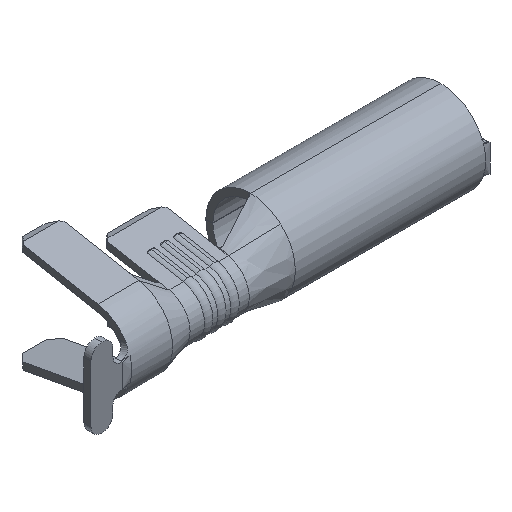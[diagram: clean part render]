
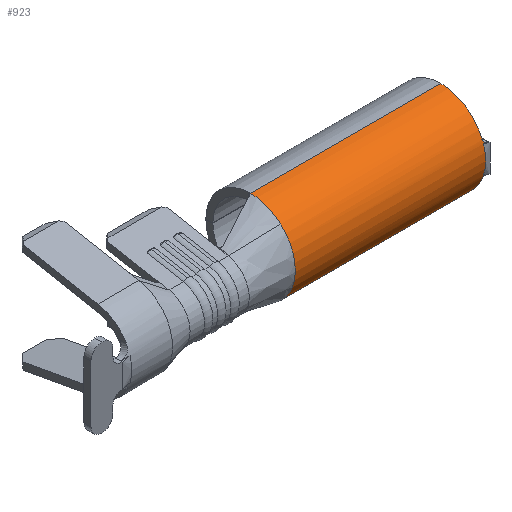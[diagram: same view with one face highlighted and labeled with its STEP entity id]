
A CAD part, isometric view. The second image highlights one B-rep face of the part: STEP entity #923.
In plain terms, the highlighted cylindrical face has radius 2.591 mm (diameter 5.182 mm), a partial arc.
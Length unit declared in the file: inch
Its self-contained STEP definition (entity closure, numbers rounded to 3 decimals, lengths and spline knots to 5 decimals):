
#66 = CARTESIAN_POINT ( 'NONE',  ( 0.00151, -0.09709, 0.03128 ) ) ;
#112 = DIRECTION ( 'NONE',  ( -1., 0., 0. ) ) ;
#165 = EDGE_CURVE ( 'NONE', #2671, #2911, #4727, .T. ) ;
#214 = CARTESIAN_POINT ( 'NONE',  ( -0.434, 0., 0.102 ) ) ;
#292 = DIRECTION ( 'NONE',  ( -1., 0., 0. ) ) ;
#310 = ORIENTED_EDGE ( 'NONE', *, *, #3224, .F. ) ;
#319 = CIRCLE ( 'NONE', #4235, 0.102 ) ;
#543 = ORIENTED_EDGE ( 'NONE', *, *, #4159, .F. ) ;
#556 = ORIENTED_EDGE ( 'NONE', *, *, #709, .F. ) ;
#565 = CARTESIAN_POINT ( 'NONE',  ( 0.00197, -0.09709, -0.03125 ) ) ;
#645 = CARTESIAN_POINT ( 'NONE',  ( 0.00357, -0.09693, -0.03179 ) ) ;
#709 = EDGE_CURVE ( 'NONE', #2911, #1280, #4985, .T. ) ;
#726 = VECTOR ( 'NONE', #3810, 39.37008 ) ;
#841 = CARTESIAN_POINT ( 'NONE',  ( 0.00754, -0.09711, 0.03122 ) ) ;
#870 = CARTESIAN_POINT ( 'NONE',  ( 0., -0.09464, 0.03805 ) ) ;
#920 = CARTESIAN_POINT ( 'NONE',  ( -0.434, 0., -0.102 ) ) ;
#923 = ADVANCED_FACE ( 'NONE', ( #4347 ), #4215, .T. ) ;
#974 = ORIENTED_EDGE ( 'NONE', *, *, #3875, .T. ) ;
#979 = CARTESIAN_POINT ( 'NONE',  ( 0.00079, -0.09604, 0.03437 ) ) ;
#989 = CARTESIAN_POINT ( 'NONE',  ( 0.00449, -0.09714, -0.0311 ) ) ;
#1040 = ORIENTED_EDGE ( 'NONE', *, *, #4975, .F. ) ;
#1061 = CARTESIAN_POINT ( 'NONE',  ( 0.00754, -0.09711, -0.03122 ) ) ;
#1083 = EDGE_CURVE ( 'NONE', #4589, #5108, #2605, .T. ) ;
#1227 = AXIS2_PLACEMENT_3D ( 'NONE', #3620, #2015, #4885 ) ;
#1239 = DIRECTION ( 'NONE',  ( -1., 0., 0. ) ) ;
#1263 = DIRECTION ( 'NONE',  ( 1., 0., 0. ) ) ;
#1280 = VERTEX_POINT ( 'NONE', #214 ) ;
#1326 = AXIS2_PLACEMENT_3D ( 'NONE', #2599, #112, #3006 ) ;
#1332 = B_SPLINE_CURVE_WITH_KNOTS ( 'NONE', 3,
 ( #1826, #4297, #565, #3475, #989, #3900, #1403 ),
 .UNSPECIFIED., .F., .F.,
 ( 4, 3, 4 ),
 ( 0., 0.00008, 0.00019 ),
 .UNSPECIFIED. ) ;
#1393 = CARTESIAN_POINT ( 'NONE',  ( 0., -0.09464, 0.03805 ) ) ;
#1403 = CARTESIAN_POINT ( 'NONE',  ( 0.00754, -0.09711, -0.03122 ) ) ;
#1426 = DIRECTION ( 'NONE',  ( 1., 0., 0. ) ) ;
#1490 = CARTESIAN_POINT ( 'NONE',  ( 0., -0.09464, -0.03805 ) ) ;
#1520 = B_SPLINE_CURVE_WITH_KNOTS ( 'NONE', 3,
 ( #3959, #4772, #3142, #645, #3553, #1061 ),
 .UNSPECIFIED., .F., .F.,
 ( 4, 2, 4 ),
 ( 0., 0.00015, 0.0003 ),
 .UNSPECIFIED. ) ;
#1581 = CIRCLE ( 'NONE', #4827, 0.102 ) ;
#1661 = EDGE_CURVE ( 'NONE', #3117, #5108, #3914, .T. ) ;
#1723 = CARTESIAN_POINT ( 'NONE',  ( -0.434, -0.06456, -0.07897 ) ) ;
#1819 = CARTESIAN_POINT ( 'NONE',  ( 0.00557, -0.09715, 0.03107 ) ) ;
#1826 = CARTESIAN_POINT ( 'NONE',  ( 0., -0.09701, -0.0315 ) ) ;
#1838 = ORIENTED_EDGE ( 'NONE', *, *, #1661, .T. ) ;
#1894 = LINE ( 'NONE', #2583, #2149 ) ;
#1955 = EDGE_CURVE ( 'NONE', #3117, #1978, #4471, .T. ) ;
#1978 = VERTEX_POINT ( 'NONE', #2166 ) ;
#2015 = DIRECTION ( 'NONE',  ( 1., 0., 0. ) ) ;
#2130 = CARTESIAN_POINT ( 'NONE',  ( 0.00754, -0.09711, 0.03122 ) ) ;
#2145 = CARTESIAN_POINT ( 'NONE',  ( 0.00555, -0.09714, 0.03111 ) ) ;
#2149 = VECTOR ( 'NONE', #4204, 39.37008 ) ;
#2166 = CARTESIAN_POINT ( 'NONE',  ( 0., -0.09701, 0.0315 ) ) ;
#2232 = VERTEX_POINT ( 'NONE', #4521 ) ;
#2279 = CARTESIAN_POINT ( 'NONE',  ( 0., 0., 0. ) ) ;
#2397 = ORIENTED_EDGE ( 'NONE', *, *, #2508, .F. ) ;
#2508 = EDGE_CURVE ( 'NONE', #1978, #3639, #319, .T. ) ;
#2558 = CARTESIAN_POINT ( 'NONE',  ( 0.00303, -0.09713, 0.03115 ) ) ;
#2575 = CARTESIAN_POINT ( 'NONE',  ( 0., 0., 0.102 ) ) ;
#2583 = CARTESIAN_POINT ( 'NONE',  ( -0.434, 0., 0.102 ) ) ;
#2599 = CARTESIAN_POINT ( 'NONE',  ( -0.434, 0., 0. ) ) ;
#2605 = CIRCLE ( 'NONE', #2978, 0.102 ) ;
#2671 = VERTEX_POINT ( 'NONE', #1723 ) ;
#2692 = DIRECTION ( 'NONE',  ( 0., 0., -1. ) ) ;
#2777 = CARTESIAN_POINT ( 'NONE',  ( -0.434, 0., 0. ) ) ;
#2911 = VERTEX_POINT ( 'NONE', #4445 ) ;
#2935 = LINE ( 'NONE', #920, #726 ) ;
#2956 = CARTESIAN_POINT ( 'NONE',  ( 0., -0.09701, 0.0315 ) ) ;
#2978 = AXIS2_PLACEMENT_3D ( 'NONE', #3761, #1263, #4185 ) ;
#2985 = VERTEX_POINT ( 'NONE', #5320 ) ;
#2996 = CIRCLE ( 'NONE', #3684, 0.102 ) ;
#3006 = DIRECTION ( 'NONE',  ( 0., 0., 1. ) ) ;
#3117 = VERTEX_POINT ( 'NONE', #841 ) ;
#3142 = CARTESIAN_POINT ( 'NONE',  ( 0.00079, -0.09604, -0.03438 ) ) ;
#3196 = DIRECTION ( 'NONE',  ( 0., 0., 1. ) ) ;
#3223 = AXIS2_PLACEMENT_3D ( 'NONE', #2777, #292, #3196 ) ;
#3224 = EDGE_CURVE ( 'NONE', #1280, #4589, #1894, .T. ) ;
#3324 = EDGE_CURVE ( 'NONE', #3639, #2985, #1332, .T. ) ;
#3470 = CARTESIAN_POINT ( 'NONE',  ( 0.00754, -0.09711, 0.03122 ) ) ;
#3475 = CARTESIAN_POINT ( 'NONE',  ( 0.00296, -0.09711, -0.03119 ) ) ;
#3553 = CARTESIAN_POINT ( 'NONE',  ( 0.00557, -0.09715, -0.03107 ) ) ;
#3620 = CARTESIAN_POINT ( 'NONE',  ( -0.434, 0., 0. ) ) ;
#3639 = VERTEX_POINT ( 'NONE', #5368 ) ;
#3684 = AXIS2_PLACEMENT_3D ( 'NONE', #3723, #1239, #4154 ) ;
#3723 = CARTESIAN_POINT ( 'NONE',  ( -0.434, 0., 0. ) ) ;
#3761 = CARTESIAN_POINT ( 'NONE',  ( 0., 0., 0. ) ) ;
#3779 = ORIENTED_EDGE ( 'NONE', *, *, #1955, .F. ) ;
#3795 = EDGE_LOOP ( 'NONE', ( #310, #556, #5069, #1040, #4152, #543, #974, #5240, #2397, #3779, #1838, #5293 ) ) ;
#3810 = DIRECTION ( 'NONE',  ( 1., 0., 0. ) ) ;
#3875 = EDGE_CURVE ( 'NONE', #3887, #2985, #1520, .T. ) ;
#3886 = CARTESIAN_POINT ( 'NONE',  ( 0., -0.09538, 0.03621 ) ) ;
#3887 = VERTEX_POINT ( 'NONE', #1490 ) ;
#3900 = CARTESIAN_POINT ( 'NONE',  ( 0.00602, -0.09714, -0.0311 ) ) ;
#3914 = B_SPLINE_CURVE_WITH_KNOTS ( 'NONE', 3,
 ( #3470, #1819, #4268, #979, #3886, #1393 ),
 .UNSPECIFIED., .F., .F.,
 ( 4, 2, 4 ),
 ( 0., 0.00015, 0.0003 ),
 .UNSPECIFIED. ) ;
#3922 = CARTESIAN_POINT ( 'NONE',  ( 0., 0., 0. ) ) ;
#3959 = CARTESIAN_POINT ( 'NONE',  ( 0., -0.09464, -0.03805 ) ) ;
#4152 = ORIENTED_EDGE ( 'NONE', *, *, #4693, .T. ) ;
#4154 = DIRECTION ( 'NONE',  ( 0., 0., 1. ) ) ;
#4159 = EDGE_CURVE ( 'NONE', #3887, #4475, #1581, .T. ) ;
#4185 = DIRECTION ( 'NONE',  ( 0., 0., -1. ) ) ;
#4204 = DIRECTION ( 'NONE',  ( 1., 0., 0. ) ) ;
#4215 = CYLINDRICAL_SURFACE ( 'NONE', #1227, 0.102 ) ;
#4235 = AXIS2_PLACEMENT_3D ( 'NONE', #3922, #1426, #4334 ) ;
#4268 = CARTESIAN_POINT ( 'NONE',  ( 0.00358, -0.09693, 0.03178 ) ) ;
#4297 = CARTESIAN_POINT ( 'NONE',  ( 0.00098, -0.09706, -0.03136 ) ) ;
#4334 = DIRECTION ( 'NONE',  ( 0., 0., -1. ) ) ;
#4347 = FACE_OUTER_BOUND ( 'NONE', #3795, .T. ) ;
#4445 = CARTESIAN_POINT ( 'NONE',  ( -0.434, -0.06838, 0.07569 ) ) ;
#4471 = B_SPLINE_CURVE_WITH_KNOTS ( 'NONE', 3,
 ( #2130, #4577, #2145, #5014, #2558, #66, #2956 ),
 .UNSPECIFIED., .F., .F.,
 ( 4, 3, 4 ),
 ( 0., 0.00008, 0.00019 ),
 .UNSPECIFIED. ) ;
#4475 = VERTEX_POINT ( 'NONE', #5345 ) ;
#4521 = CARTESIAN_POINT ( 'NONE',  ( -0.434, 0., -0.102 ) ) ;
#4577 = CARTESIAN_POINT ( 'NONE',  ( 0.00655, -0.09713, 0.03114 ) ) ;
#4589 = VERTEX_POINT ( 'NONE', #2575 ) ;
#4693 = EDGE_CURVE ( 'NONE', #2232, #4475, #2935, .T. ) ;
#4727 = CIRCLE ( 'NONE', #3223, 0.102 ) ;
#4772 = CARTESIAN_POINT ( 'NONE',  ( 0., -0.09538, -0.03621 ) ) ;
#4827 = AXIS2_PLACEMENT_3D ( 'NONE', #2279, #5153, #2692 ) ;
#4885 = DIRECTION ( 'NONE',  ( 0., 0., -1. ) ) ;
#4975 = EDGE_CURVE ( 'NONE', #2232, #2671, #2996, .T. ) ;
#4985 = CIRCLE ( 'NONE', #1326, 0.102 ) ;
#5014 = CARTESIAN_POINT ( 'NONE',  ( 0.00456, -0.09713, 0.03113 ) ) ;
#5069 = ORIENTED_EDGE ( 'NONE', *, *, #165, .F. ) ;
#5108 = VERTEX_POINT ( 'NONE', #870 ) ;
#5153 = DIRECTION ( 'NONE',  ( 1., 0., 0. ) ) ;
#5240 = ORIENTED_EDGE ( 'NONE', *, *, #3324, .F. ) ;
#5293 = ORIENTED_EDGE ( 'NONE', *, *, #1083, .F. ) ;
#5320 = CARTESIAN_POINT ( 'NONE',  ( 0.00754, -0.09711, -0.03122 ) ) ;
#5345 = CARTESIAN_POINT ( 'NONE',  ( 0., 0., -0.102 ) ) ;
#5368 = CARTESIAN_POINT ( 'NONE',  ( 0., -0.09701, -0.0315 ) ) ;
